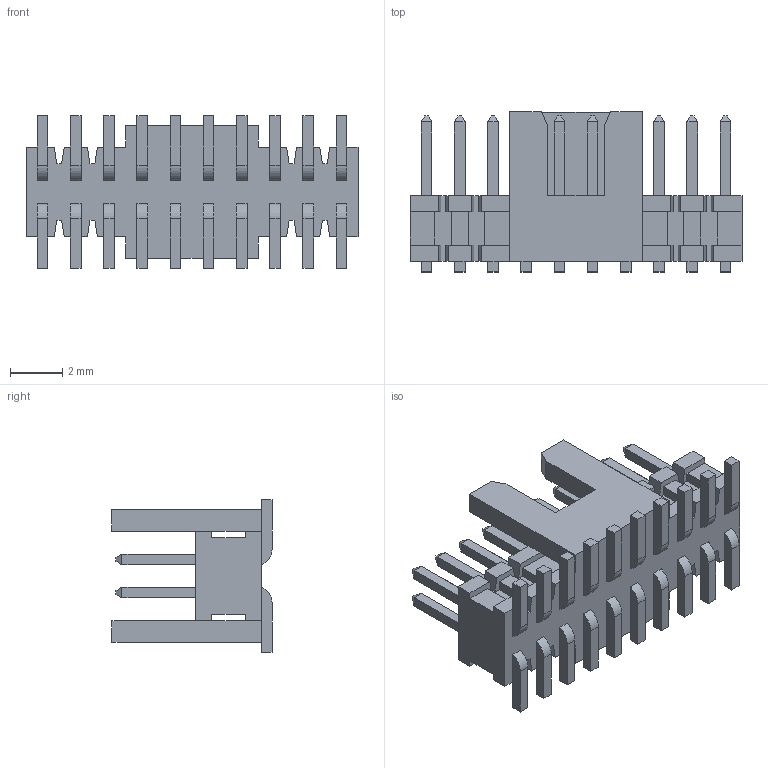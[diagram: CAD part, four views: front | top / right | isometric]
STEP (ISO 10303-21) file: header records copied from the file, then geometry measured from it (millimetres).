
FILE_DESCRIPTION (( 'STEP AP214' ), '1' );
FILE_NAME ('FTSH-110-01-F-DV-K-TR.STEP', '2018-09-30T10:12:31', ( '' ), ( '' ), 'SwSTEP 2.0', 'SolidWorks 2017', '' );
FILE_SCHEMA (( 'AUTOMOTIVE_DESIGN' ));
Length unit declared in the file: inch
Products named in the file (1): FTSH-110-01-F-DV-K-TR
Bounding box: 12.7 x 6.12 x 5.84 mm (x, y, z)
Volume: 156.6 mm3; surface area: 497.9 mm2
Topology: 41 solids, 41 shells, 452 faces, 1030 edges, 656 vertices
Faces by surface type: plane 432, cylinder 20
Entity records: 16726 total; most frequent: CARTESIAN_POINT 2139, ORIENTED_EDGE 2060, DIRECTION 1976, EDGE_CURVE 1030, VECTOR 990, LINE 990, VERTEX_POINT 656, AXIS2_PLACEMENT_3D 493
